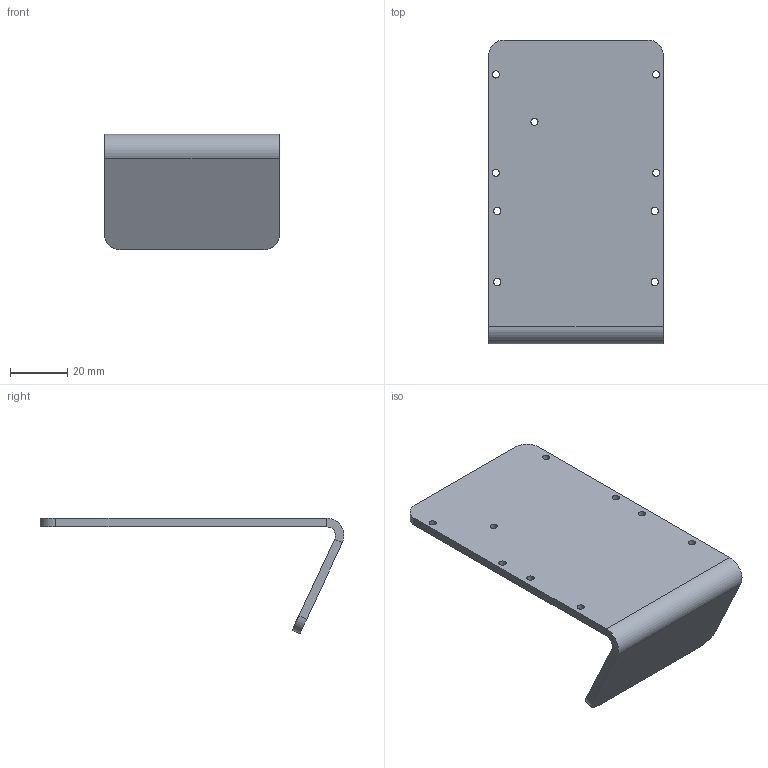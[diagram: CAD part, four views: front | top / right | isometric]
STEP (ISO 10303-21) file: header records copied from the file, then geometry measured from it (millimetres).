
FILE_DESCRIPTION(('FreeCAD Model'),'2;1');
FILE_NAME('Open CASCADE Shape Model','2023-09-21T17:00:25',(''),(''), 'Open CASCADE STEP processor 7.6','FreeCAD','Unknown');
FILE_SCHEMA(('AUTOMOTIVE_DESIGN { 1 0 10303 214 1 1 1 1 }'));
Length unit declared in the file: millimetre
Products named in the file (1): Body
Bounding box: 61 x 105.99 x 40.26 mm (x, y, z)
Volume: 26147.4 mm3; surface area: 18845.5 mm2
Topology: 1 solids, 1 shells, 27 faces, 67 edges, 42 vertices
Faces by surface type: cylinder 15, plane 12
Full cylindrical faces by diameter (mm): 2.5 x9
Entity records: 1736 total; most frequent: DIRECTION 287, CARTESIAN_POINT 271, LINE 141, VECTOR 141, ORIENTED_EDGE 134, PCURVE 134, DEFINITIONAL_REPRESENTATION 134, EDGE_CURVE 67
